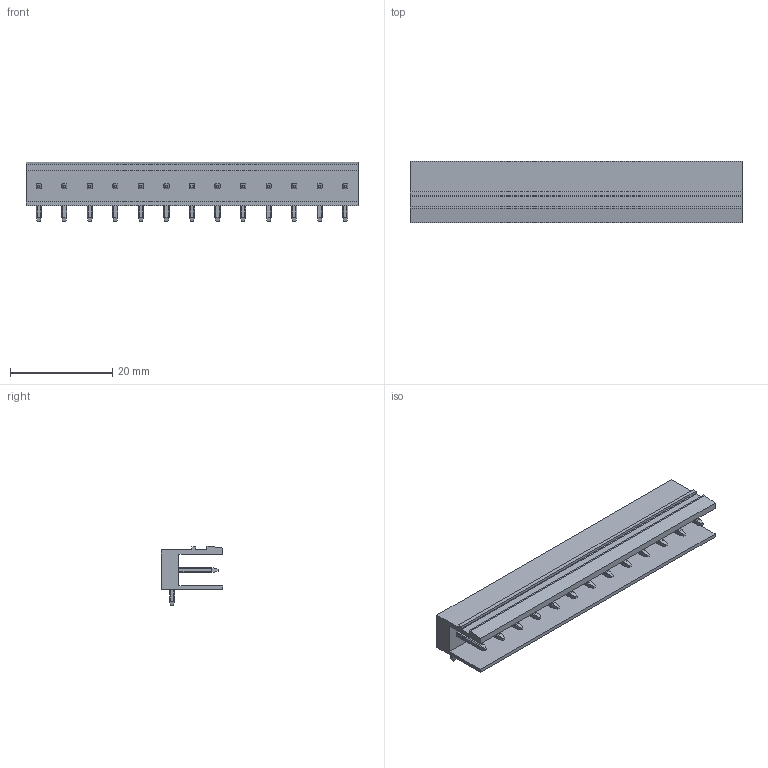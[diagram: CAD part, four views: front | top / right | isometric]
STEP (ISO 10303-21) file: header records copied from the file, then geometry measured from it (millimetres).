
FILE_DESCRIPTION(('CATIA V5 STEP Exchange','CAx-IF Rec.Pracs.--- Model Styling and Organization---1.2---2011-12-15'),'2;1');
FILE_NAME ('D1452872_0_1571230000_1571230000.stp','2018-10-13T05:12:03+00:00',('none'),('Weidmueller'),'CATIA Version 5-6 Release 2014','CATIA V5 STEP AP214','none');
FILE_SCHEMA(('AUTOMOTIVE_DESIGN { 1 0 10303 214 1 1 1 1 }'));
Length unit declared in the file: millimetre
Products named in the file (1): 1571230000
Bounding box: 65 x 12 x 11.7 mm (x, y, z)
Volume: 2909.7 mm3; surface area: 4871.8 mm2
Topology: 14 solids, 14 shells, 513 faces, 1351 edges, 866 vertices
Faces by surface type: plane 303, cylinder 210
Entity records: 14226 total; most frequent: CARTESIAN_POINT 3438, ORIENTED_EDGE 2702, DIRECTION 1345, EDGE_CURVE 1345, VERTEX_POINT 858, VECTOR 825, LINE 825, EDGE_LOOP 539
